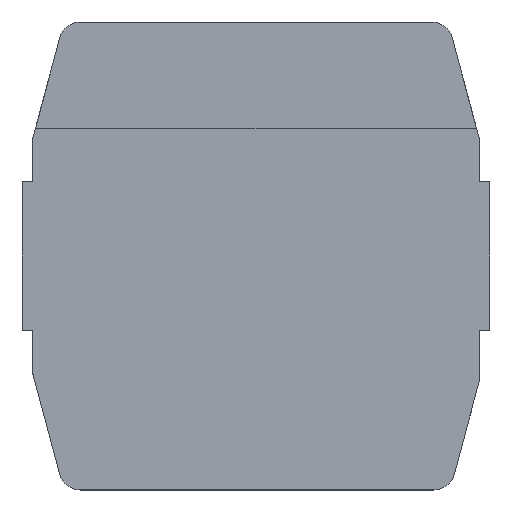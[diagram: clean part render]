
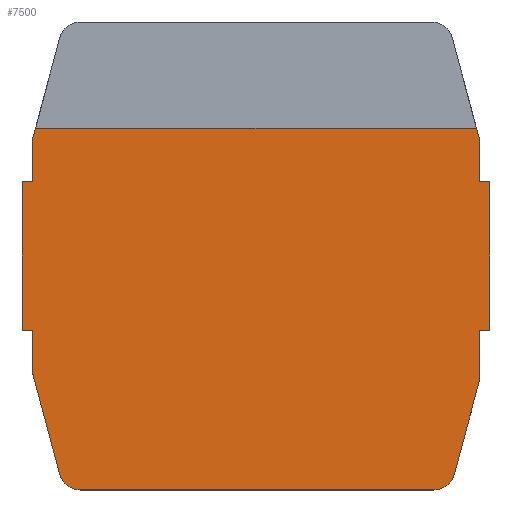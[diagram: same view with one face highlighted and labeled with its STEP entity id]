
A CAD part, top view. The second image highlights one B-rep face of the part: STEP entity #7500.
In plain terms, the highlighted planar face has unit normal (0, 0, 1).
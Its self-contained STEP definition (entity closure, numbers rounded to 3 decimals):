
#2640=CARTESIAN_POINT('',(10.5,-5.5,-0.5));
#2650=VERTEX_POINT('',#2640);
#2680=CARTESIAN_POINT('',(9.026,0.,-0.5));
#2690=DIRECTION('',(0.259,-0.966,0.));
#2700=VECTOR('',#2690,1.);
#2710=LINE('',#2680,#2700);
#2720=CARTESIAN_POINT('',(10.366,-5.,-0.5));
#2730=VERTEX_POINT('',#2720);
#2740=EDGE_CURVE('',#2730,#2650,#2710,.T.);
#2950=CARTESIAN_POINT('',(-10.366,-5.,-0.5));
#2960=VERTEX_POINT('',#2950);
#2990=CARTESIAN_POINT('',(-9.026,0.,-0.5));
#3000=DIRECTION('',(0.259,0.966,0.));
#3010=VECTOR('',#3000,1.);
#3020=LINE('',#2990,#3010);
#3030=CARTESIAN_POINT('',(-10.5,-5.5,-0.5));
#3040=VERTEX_POINT('',#3030);
#3050=EDGE_CURVE('',#3040,#2960,#3020,.T.);
#3330=CARTESIAN_POINT('',(8.358,-22.,-0.5));
#3340=VERTEX_POINT('',#3330);
#3420=CARTESIAN_POINT('',(-8.259,-22.,-0.5));
#3430=VERTEX_POINT('',#3420);
#3460=CARTESIAN_POINT('',(0.,-22.,-0.5));
#3470=DIRECTION('',(-1.,0.,0.));
#3480=VECTOR('',#3470,1.);
#3490=LINE('',#3460,#3480);
#3500=EDGE_CURVE('',#3340,#3430,#3490,.T.);
#3640=CARTESIAN_POINT('',(-11.,-7.5,-0.5));
#3650=VERTEX_POINT('',#3640);
#3730=CARTESIAN_POINT('',(-10.5,-7.5,-0.5));
#3740=VERTEX_POINT('',#3730);
#3770=CARTESIAN_POINT('',(0.,-7.5,-0.5));
#3780=DIRECTION('',(1.,0.,-0.));
#3790=VECTOR('',#3780,1.);
#3800=LINE('',#3770,#3790);
#3810=EDGE_CURVE('',#3650,#3740,#3800,.T.);
#3950=CARTESIAN_POINT('',(10.5,-14.5,-0.5));
#3960=VERTEX_POINT('',#3950);
#4040=CARTESIAN_POINT('',(10.5,-16.87,-0.5));
#4050=VERTEX_POINT('',#4040);
#4080=CARTESIAN_POINT('',(10.5,0.,-0.5));
#4090=DIRECTION('',(0.,-1.,0.));
#4100=VECTOR('',#4090,1.);
#4110=LINE('',#4080,#4100);
#4120=EDGE_CURVE('',#3960,#4050,#4110,.T.);
#4260=CARTESIAN_POINT('',(11.,-7.5,-0.5));
#4270=VERTEX_POINT('',#4260);
#4350=CARTESIAN_POINT('',(11.,-14.5,-0.5));
#4360=VERTEX_POINT('',#4350);
#4390=CARTESIAN_POINT('',(11.,0.,-0.5));
#4400=DIRECTION('',(0.,-1.,0.));
#4410=VECTOR('',#4400,1.);
#4420=LINE('',#4390,#4410);
#4430=EDGE_CURVE('',#4270,#4360,#4420,.T.);
#4560=CARTESIAN_POINT('',(0.,-14.5,-0.5));
#4570=DIRECTION('',(-1.,0.,0.));
#4580=VECTOR('',#4570,1.);
#4590=LINE('',#4560,#4580);
#4600=EDGE_CURVE('',#4360,#3960,#4590,.T.);
#4900=CARTESIAN_POINT('',(-10.5,0.,-0.5));
#4910=DIRECTION('',(0.,1.,-0.));
#4920=VECTOR('',#4910,1.);
#4930=LINE('',#4900,#4920);
#4940=EDGE_CURVE('',#3740,#3040,#4930,.T.);
#5100=CARTESIAN_POINT('',(10.5,-7.5,-0.5));
#5110=VERTEX_POINT('',#5100);
#5140=CARTESIAN_POINT('',(10.5,0.,-0.5));
#5150=DIRECTION('',(0.,-1.,0.));
#5160=VECTOR('',#5150,1.);
#5170=LINE('',#5140,#5160);
#5180=EDGE_CURVE('',#2650,#5110,#5170,.T.);
#5320=CARTESIAN_POINT('',(-9.225,-21.259,-0.5));
#5330=VERTEX_POINT('',#5320);
#5410=CARTESIAN_POINT('',(-10.5,-16.5,-0.5));
#5420=VERTEX_POINT('',#5410);
#5450=CARTESIAN_POINT('',(-14.921,0.,-0.5));
#5460=DIRECTION('',(-0.259,0.966,0.));
#5470=VECTOR('',#5460,1.);
#5480=LINE('',#5450,#5470);
#5490=EDGE_CURVE('',#5330,#5420,#5480,.T.);
#5630=CARTESIAN_POINT('',(-11.,-14.5,-0.5));
#5640=VERTEX_POINT('',#5630);
#5690=CARTESIAN_POINT('',(-11.,0.,-0.5));
#5700=DIRECTION('',(0.,1.,-0.));
#5710=VECTOR('',#5700,1.);
#5720=LINE('',#5690,#5710);
#5730=EDGE_CURVE('',#5640,#3650,#5720,.T.);
#5870=CARTESIAN_POINT('',(-10.5,-14.5,-0.5));
#5880=VERTEX_POINT('',#5870);
#5930=CARTESIAN_POINT('',(0.,-14.5,-0.5));
#5940=DIRECTION('',(-1.,0.,0.));
#5950=VECTOR('',#5940,1.);
#5960=LINE('',#5930,#5950);
#5970=EDGE_CURVE('',#5880,#5640,#5960,.T.);
#6110=CARTESIAN_POINT('',(9.324,-21.259,-0.5));
#6120=VERTEX_POINT('',#6110);
#6170=CARTESIAN_POINT('',(8.358,-21.,-0.5));
#6180=DIRECTION('',(0.,0.,1.));
#6190=DIRECTION('',(1.,0.,0.));
#6200=AXIS2_PLACEMENT_3D('',#6170,#6180,#6190);
#6210=CIRCLE('',#6200,1.);
#6220=EDGE_CURVE('',#3340,#6120,#6210,.T.);
#6350=CARTESIAN_POINT('',(-8.259,-21.,-0.5));
#6360=DIRECTION('',(0.,0.,1.));
#6370=DIRECTION('',(1.,0.,0.));
#6380=AXIS2_PLACEMENT_3D('',#6350,#6360,#6370);
#6390=CIRCLE('',#6380,1.);
#6400=EDGE_CURVE('',#5330,#3430,#6390,.T.);
#6530=CARTESIAN_POINT('',(-10.5,0.,-0.5));
#6540=DIRECTION('',(0.,1.,-0.));
#6550=VECTOR('',#6540,1.);
#6560=LINE('',#6530,#6550);
#6570=EDGE_CURVE('',#5420,#5880,#6560,.T.);
#6820=CARTESIAN_POINT('',(15.02,0.,-0.5));
#6830=DIRECTION('',(-0.259,-0.966,0.));
#6840=VECTOR('',#6830,1.);
#6850=LINE('',#6820,#6840);
#6860=EDGE_CURVE('',#4050,#6120,#6850,.T.);
#6990=CARTESIAN_POINT('',(0.,-7.5,-0.5));
#7000=DIRECTION('',(1.,0.,-0.));
#7010=VECTOR('',#7000,1.);
#7020=LINE('',#6990,#7010);
#7030=EDGE_CURVE('',#5110,#4270,#7020,.T.);
#7150=CARTESIAN_POINT('',(10.366,-5.,-0.5));
#7160=DIRECTION('',(-1.,0.,0.));
#7170=VECTOR('',#7160,1.);
#7180=LINE('',#7150,#7170);
#7190=EDGE_CURVE('',#2730,#2960,#7180,.T.);
#7250=CARTESIAN_POINT('',(0.,0.,-0.5));
#7260=DIRECTION('',(0.,0.,1.));
#7270=DIRECTION('',(1.,0.,-0.));
#7280=AXIS2_PLACEMENT_3D('',#7250,#7260,#7270);
#7290=PLANE('',#7280);
#7300=ORIENTED_EDGE('',*,*,#4940,.F.);
#7310=ORIENTED_EDGE('',*,*,#3050,.F.);
#7320=ORIENTED_EDGE('',*,*,#7190,.T.);
#7330=ORIENTED_EDGE('',*,*,#2740,.F.);
#7340=ORIENTED_EDGE('',*,*,#5180,.F.);
#7350=ORIENTED_EDGE('',*,*,#7030,.F.);
#7360=ORIENTED_EDGE('',*,*,#4430,.F.);
#7370=ORIENTED_EDGE('',*,*,#4600,.F.);
#7380=ORIENTED_EDGE('',*,*,#4120,.F.);
#7390=ORIENTED_EDGE('',*,*,#6860,.F.);
#7400=ORIENTED_EDGE('',*,*,#6220,.T.);
#7410=ORIENTED_EDGE('',*,*,#3500,.F.);
#7420=ORIENTED_EDGE('',*,*,#6400,.T.);
#7430=ORIENTED_EDGE('',*,*,#5490,.F.);
#7440=ORIENTED_EDGE('',*,*,#6570,.F.);
#7450=ORIENTED_EDGE('',*,*,#5970,.F.);
#7460=ORIENTED_EDGE('',*,*,#5730,.F.);
#7470=ORIENTED_EDGE('',*,*,#3810,.F.);
#7480=EDGE_LOOP('',(#7470,#7460,#7450,#7440,#7430,#7420,#7410,#7400,
#7390,#7380,#7370,#7360,#7350,#7340,#7330,#7320,#7310,#7300));
#7490=FACE_OUTER_BOUND('',#7480,.T.);
#7500=ADVANCED_FACE('',(#7490),#7290,.T.);
